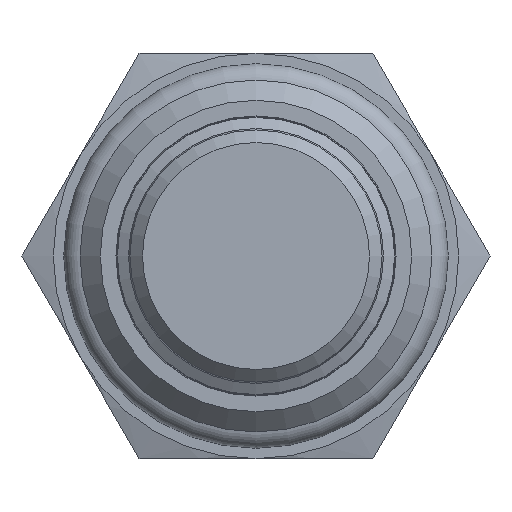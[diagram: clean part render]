
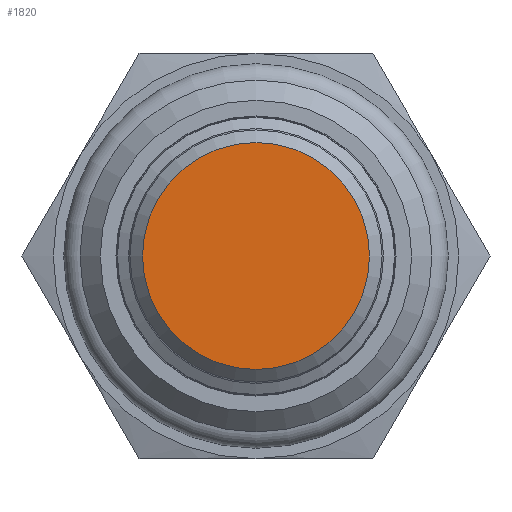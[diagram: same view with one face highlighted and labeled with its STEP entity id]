
A CAD part, front view. The second image highlights one B-rep face of the part: STEP entity #1820.
In plain terms, the highlighted planar face has unit normal (0, -1, 0).
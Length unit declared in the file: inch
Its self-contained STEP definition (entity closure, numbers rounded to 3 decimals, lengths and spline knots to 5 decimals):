
#1800=CARTESIAN_POINT('',(-0.28,-2.5645,0.));
#1801=VERTEX_POINT('',#1800);
#1802=CARTESIAN_POINT('',(0.0,-2.5645,0.0));
#1803=DIRECTION('',(0.0,1.0,0.0));
#1804=DIRECTION('',(1.0,0.0,0.0));
#1805=AXIS2_PLACEMENT_3D('',#1802,#1803,#1804);
#1806=CIRCLE('',#1805,0.28);
#1807=EDGE_CURVE('',#1801,#1801,#1806,.T.);
#1812=CARTESIAN_POINT('',(0.0,-2.5645,0.0));
#1813=DIRECTION('',(0.0,-1.0,0.0));
#1814=DIRECTION('',(0.0,0.0,1.0));
#1815=AXIS2_PLACEMENT_3D('',#1812,#1813,#1814);
#1816=PLANE('',#1815);
#1817=ORIENTED_EDGE('',*,*,#1807,.F.);
#1818=EDGE_LOOP('',(#1817));
#1819=FACE_OUTER_BOUND('',#1818,.T.);
#1820=ADVANCED_FACE('',(#1819),#1816,.T.);
